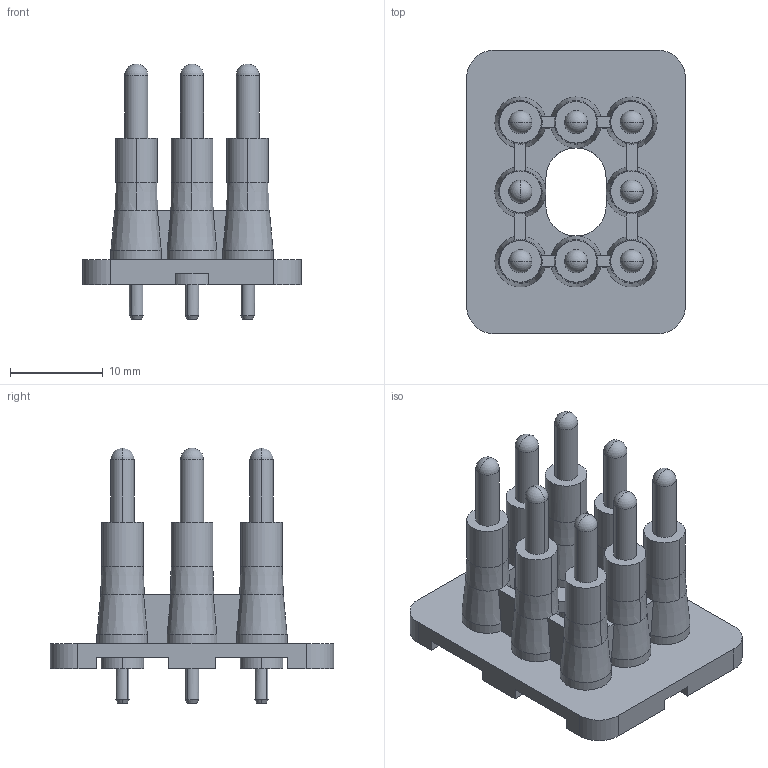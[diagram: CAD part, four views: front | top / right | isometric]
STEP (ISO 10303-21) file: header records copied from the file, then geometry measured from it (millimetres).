
FILE_DESCRIPTION(('Creo Elements/Direct Modeling STEP Export'),'2;1');
FILE_NAME('0lndrr04d35j6fj344','2017-10-06T11:12:51',(''),(''),'PTC Creo Elements/Direct Modeling STEP processor for AP214 (Solid Model)','PTC Creo Elements/Direct Modeling 19.0B 21-Mar-2015 (C) Parametric Technology GmbH','');
FILE_SCHEMA(('AUTOMOTIVE_DESIGN { 1 0 10303 214 1 1 1 1 }'));
Length unit declared in the file: millimetre
Products named in the file (2): CIF_Q08_1.6
Assembly tree (1 placements, depth 2):
  CIF_Q08_1.6
    CIF_Q08_1.6
Bounding box: 23.6 x 30.6 x 27.6 mm (x, y, z)
Volume: 3576.5 mm3; surface area: 3988.3 mm2
Topology: 1 solids, 1 shells, 242 faces, 618 edges, 386 vertices
Faces by surface type: cylinder 90, plane 88, cone 48, sphere 16
Entity records: 7353 total; most frequent: CARTESIAN_POINT 1434, ORIENTED_EDGE 1204, DIRECTION 1002, EDGE_CURVE 602, VERTEX_POINT 386, AXIS2_PLACEMENT_3D 370, EDGE_LOOP 268, VECTOR 262
